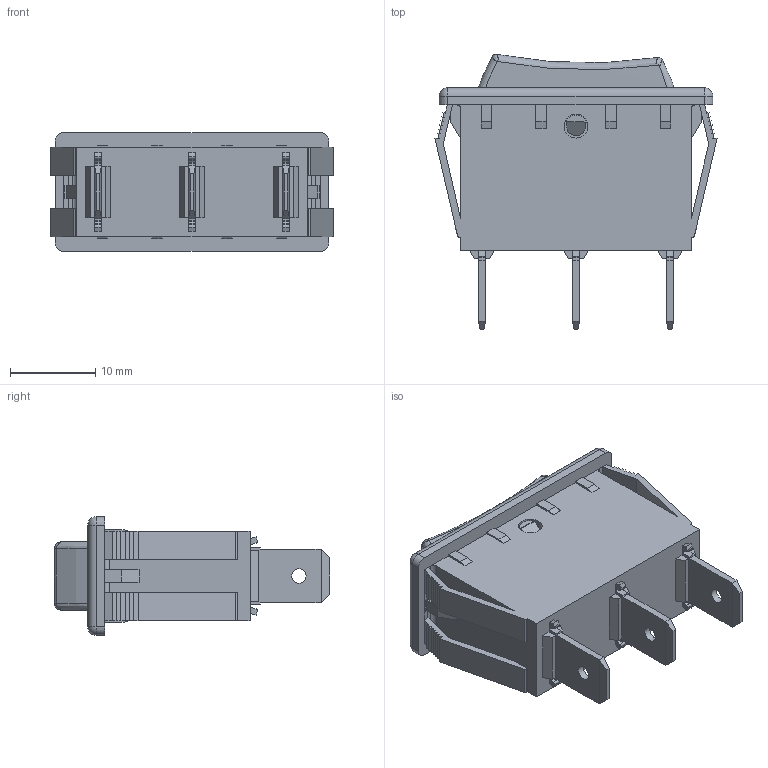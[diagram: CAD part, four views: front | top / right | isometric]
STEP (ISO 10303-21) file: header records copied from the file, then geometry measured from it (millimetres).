
FILE_DESCRIPTION(/* description */ (''),/* implementation_level */ '2;1');
FILE_NAME(/* name */ 'RB14CExxxS.stp',/* time_stamp */ '2025-06-03T09:38:48-05:00',/* author */ ('mroman'),/* organization */ (''),/* preprocessor_version */ 'ST-DEVELOPER v18.1',/* originating_system */ 'Autodesk Inventor 2022',/* authorisation */ '');
FILE_SCHEMA (('AUTOMOTIVE_DESIGN { 1 0 10303 214 3 1 1 }'));
Length unit declared in the file: centimetre
Products named in the file (1): RB14CExxxS
Bounding box: 33 x 32.2 x 13.9 mm (x, y, z)
Volume: 3123.5 mm3; surface area: 5726.8 mm2
Topology: 1 solids, 1 shells, 381 faces, 1035 edges, 657 vertices
Faces by surface type: plane 307, cylinder 60, bspline 10, sphere 4
Full cylindrical faces by diameter (mm): 1.7 x3, 2.5 x1, 2.8 x2, 3.5 x1
Entity records: 13136 total; most frequent: CARTESIAN_POINT 3523, ORIENTED_EDGE 2056, DIRECTION 1865, EDGE_CURVE 1028, LINE 883, VECTOR 883, VERTEX_POINT 657, AXIS2_PLACEMENT_3D 491
